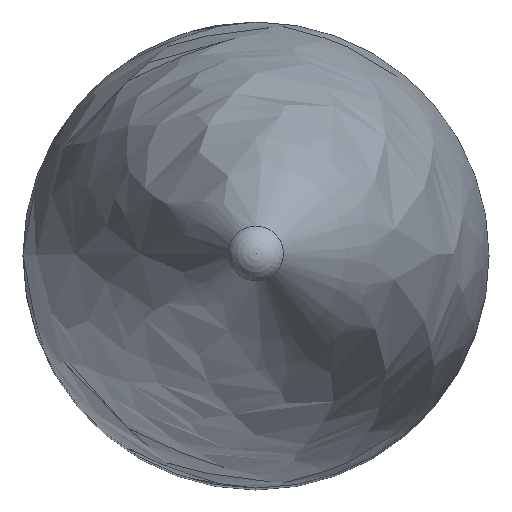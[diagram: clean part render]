
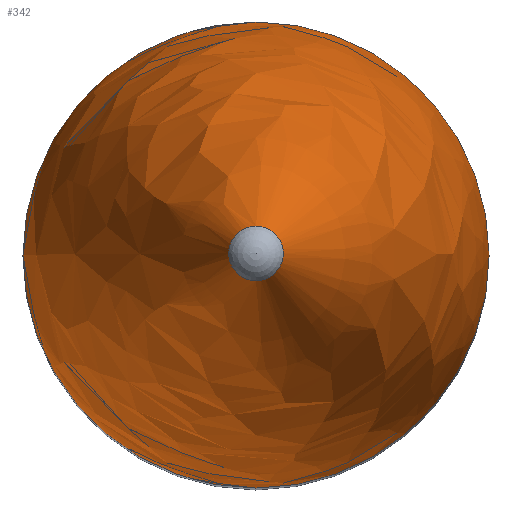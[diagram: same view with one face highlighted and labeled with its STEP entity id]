
A CAD part, top view. The second image highlights one B-rep face of the part: STEP entity #342.
In plain terms, the highlighted free-form (B-spline) face has degree [2, 2] with [3, 9] control points.
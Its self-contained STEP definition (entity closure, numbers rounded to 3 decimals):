
#21=(
BOUNDED_SURFACE()
B_SPLINE_SURFACE(2,2,((#1118,#1119,#1120,#1121,#1122,#1123,#1124,#1125,
#1126),(#1127,#1128,#1129,#1130,#1131,#1132,#1133,#1134,#1135),(#1136,#1137,
#1138,#1139,#1140,#1141,#1142,#1143,#1144)),.UNSPECIFIED.,.F.,.T.,.F.)
B_SPLINE_SURFACE_WITH_KNOTS((3,3),(3,2,2,2,3),(0.,0.432),(-3.142,
-1.571,0.,1.571,3.142),.UNSPECIFIED.)
GEOMETRIC_REPRESENTATION_ITEM()
RATIONAL_B_SPLINE_SURFACE(((1.,0.707,1.,0.707,1.,
0.707,1.,0.707,1.),(0.977,0.691,
0.977,0.691,0.977,0.691,0.977,
0.691,0.977),(1.,0.707,1.,0.707,
1.,0.707,1.,0.707,1.)))
REPRESENTATION_ITEM('')
SURFACE()
);
#41=FACE_OUTER_BOUND('',#63,.T.);
#63=EDGE_LOOP('',(#271,#272,#273,#274));
#87=CIRCLE('',#392,2.724);
#88=CIRCLE('',#393,222.605);
#89=CIRCLE('',#394,23.2);
#160=VERTEX_POINT('',#1145);
#161=VERTEX_POINT('',#1147);
#203=EDGE_CURVE('',#160,#160,#87,.T.);
#204=EDGE_CURVE('',#160,#161,#88,.T.);
#205=EDGE_CURVE('',#161,#161,#89,.T.);
#271=ORIENTED_EDGE('',*,*,#203,.F.);
#272=ORIENTED_EDGE('',*,*,#204,.T.);
#273=ORIENTED_EDGE('',*,*,#205,.T.);
#274=ORIENTED_EDGE('',*,*,#204,.F.);
#342=ADVANCED_FACE('',(#41),#21,.F.);
#392=AXIS2_PLACEMENT_3D('',#1146,#468,#469);
#393=AXIS2_PLACEMENT_3D('',#1148,#470,#471);
#394=AXIS2_PLACEMENT_3D('',#1149,#472,#473);
#468=DIRECTION('center_axis',(0.,0.,1.));
#469=DIRECTION('ref_axis',(1.,0.,0.));
#470=DIRECTION('center_axis',(0.,-1.,0.));
#471=DIRECTION('ref_axis',(-1.,0.,0.));
#472=DIRECTION('center_axis',(0.,0.,1.));
#473=DIRECTION('ref_axis',(1.,0.,0.));
#1118=CARTESIAN_POINT('Ctrl Pts',(-23.2,0.,110.));
#1119=CARTESIAN_POINT('Ctrl Pts',(-23.2,-23.2,110.));
#1120=CARTESIAN_POINT('Ctrl Pts',(0.,-23.2,110.));
#1121=CARTESIAN_POINT('Ctrl Pts',(23.2,-23.2,110.));
#1122=CARTESIAN_POINT('Ctrl Pts',(23.2,0.,110.));
#1123=CARTESIAN_POINT('Ctrl Pts',(23.2,23.2,110.));
#1124=CARTESIAN_POINT('Ctrl Pts',(0.,23.2,110.));
#1125=CARTESIAN_POINT('Ctrl Pts',(-23.2,23.2,110.));
#1126=CARTESIAN_POINT('Ctrl Pts',(-23.2,0.,110.));
#1127=CARTESIAN_POINT('Ctrl Pts',(-23.2,0.,158.876));
#1128=CARTESIAN_POINT('Ctrl Pts',(-23.2,-23.2,158.876));
#1129=CARTESIAN_POINT('Ctrl Pts',(0.,-23.2,158.876));
#1130=CARTESIAN_POINT('Ctrl Pts',(23.2,-23.2,158.876));
#1131=CARTESIAN_POINT('Ctrl Pts',(23.2,0.,158.876));
#1132=CARTESIAN_POINT('Ctrl Pts',(23.2,23.2,158.876));
#1133=CARTESIAN_POINT('Ctrl Pts',(0.,23.2,158.876));
#1134=CARTESIAN_POINT('Ctrl Pts',(-23.2,23.2,158.876));
#1135=CARTESIAN_POINT('Ctrl Pts',(-23.2,0.,158.876));
#1136=CARTESIAN_POINT('Ctrl Pts',(-2.724,0.,203.257));
#1137=CARTESIAN_POINT('Ctrl Pts',(-2.724,-2.724,203.257));
#1138=CARTESIAN_POINT('Ctrl Pts',(0.,-2.724,203.257));
#1139=CARTESIAN_POINT('Ctrl Pts',(2.724,-2.724,203.257));
#1140=CARTESIAN_POINT('Ctrl Pts',(2.724,0.,203.257));
#1141=CARTESIAN_POINT('Ctrl Pts',(2.724,2.724,203.257));
#1142=CARTESIAN_POINT('Ctrl Pts',(0.,2.724,203.257));
#1143=CARTESIAN_POINT('Ctrl Pts',(-2.724,2.724,203.257));
#1144=CARTESIAN_POINT('Ctrl Pts',(-2.724,0.,203.257));
#1145=CARTESIAN_POINT('',(-2.724,0.,203.257));
#1146=CARTESIAN_POINT('Origin',(0.,0.,203.257));
#1147=CARTESIAN_POINT('',(-23.2,0.,110.));
#1148=CARTESIAN_POINT('Origin',(199.405,0.,110.));
#1149=CARTESIAN_POINT('Origin',(0.,0.,110.));
